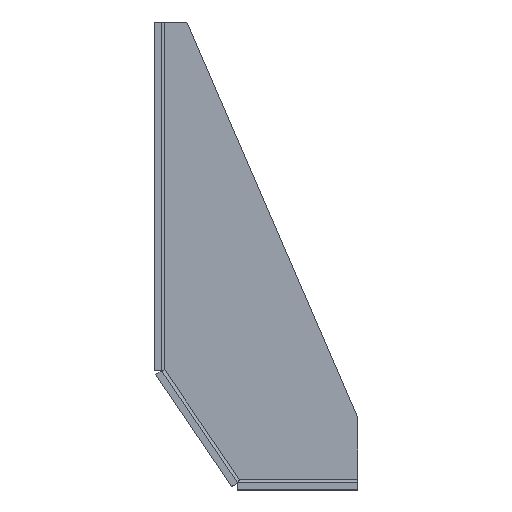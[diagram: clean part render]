
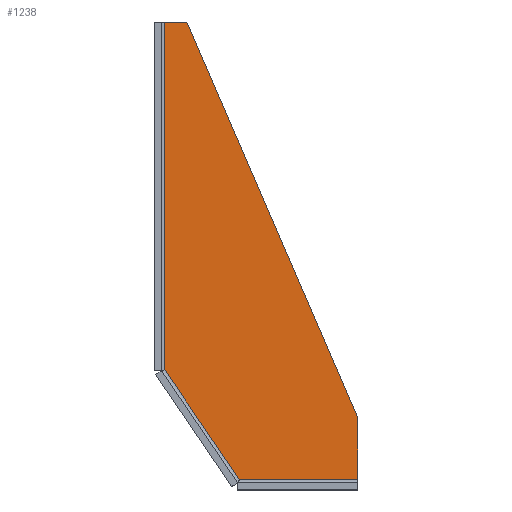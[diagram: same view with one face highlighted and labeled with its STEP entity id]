
A CAD part, top view. The second image highlights one B-rep face of the part: STEP entity #1238.
In plain terms, the highlighted planar face has unit normal (0, 0, 1).
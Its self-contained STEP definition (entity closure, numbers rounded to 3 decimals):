
#44 = DIRECTION ( 'NONE',  ( -0.397, 0.918, 0. ) ) ;
#48 = CARTESIAN_POINT ( 'NONE',  ( 0., 0., 3. ) ) ;
#49 = CARTESIAN_POINT ( 'NONE',  ( -73., 200., 3. ) ) ;
#50 = DIRECTION ( 'NONE',  ( 0., 1., 0. ) ) ;
#58 = CARTESIAN_POINT ( 'NONE',  ( -73., 200., 3. ) ) ;
#59 = DIRECTION ( 'NONE',  ( -1., 0., 0. ) ) ;
#156 = CARTESIAN_POINT ( 'NONE',  ( -82.5, 53.591, 3. ) ) ;
#157 = DIRECTION ( 'NONE',  ( 0., -1., 0. ) ) ;
#158 = CARTESIAN_POINT ( 'NONE',  ( -50.177, 3.852, 3. ) ) ;
#159 = DIRECTION ( 'NONE',  ( 0.562, -0.827, 0. ) ) ;
#160 = CARTESIAN_POINT ( 'NONE',  ( 0., 4.5, 3. ) ) ;
#161 = DIRECTION ( 'NONE',  ( 1., 0., 0. ) ) ;
#1238 = ADVANCED_FACE ( 'NONE', ( #3434 ), #1652, .T. ) ;
#1542 = AXIS2_PLACEMENT_3D ( 'NONE', #1649, #1651, #1647 ) ;
#1647 = DIRECTION ( 'NONE',  ( 1., 0., 0. ) ) ;
#1649 = CARTESIAN_POINT ( 'NONE',  ( 0., 200., 3. ) ) ;
#1651 = DIRECTION ( 'NONE',  ( 0., 0., 1. ) ) ;
#1652 = PLANE ( 'NONE',  #1542 ) ;
#2036 = ORIENTED_EDGE ( 'NONE', *, *, #3585, .T. ) ;
#2037 = ORIENTED_EDGE ( 'NONE', *, *, #3621, .T. ) ;
#2038 = ORIENTED_EDGE ( 'NONE', *, *, #3622, .T. ) ;
#2039 = ORIENTED_EDGE ( 'NONE', *, *, #3623, .T. ) ;
#2040 = ORIENTED_EDGE ( 'NONE', *, *, #3577, .T. ) ;
#2041 = ORIENTED_EDGE ( 'NONE', *, *, #3579, .T. ) ;
#2165 = VERTEX_POINT ( 'NONE', #3713 ) ;
#2183 = VERTEX_POINT ( 'NONE', #3731 ) ;
#2184 = VERTEX_POINT ( 'NONE', #3732 ) ;
#2396 = EDGE_LOOP ( 'NONE', ( #2036, #2037, #2038, #2039, #2040, #2041 ) ) ;
#2508 = VERTEX_POINT ( 'NONE', #3743 ) ;
#2509 = VERTEX_POINT ( 'NONE', #3744 ) ;
#2778 = LINE ( 'NONE', #48, #2781 ) ;
#2781 = VECTOR ( 'NONE', #50, 1000. ) ;
#2782 = LINE ( 'NONE', #49, #2784 ) ;
#2784 = VECTOR ( 'NONE', #44, 1000. ) ;
#2792 = LINE ( 'NONE', #58, #2794 ) ;
#2794 = VECTOR ( 'NONE', #59, 1000. ) ;
#2846 = LINE ( 'NONE', #156, #2849 ) ;
#2848 = LINE ( 'NONE', #158, #2851 ) ;
#2849 = VECTOR ( 'NONE', #157, 1000. ) ;
#2850 = LINE ( 'NONE', #160, #2853 ) ;
#2851 = VECTOR ( 'NONE', #159, 1000. ) ;
#2853 = VECTOR ( 'NONE', #161, 1000. ) ;
#2970 = VERTEX_POINT ( 'NONE', #3814 ) ;
#3434 = FACE_OUTER_BOUND ( 'NONE', #2396, .T. ) ;
#3577 = EDGE_CURVE ( 'NONE', #2184, #2183, #2778, .T. ) ;
#3579 = EDGE_CURVE ( 'NONE', #2183, #2165, #2782, .T. ) ;
#3585 = EDGE_CURVE ( 'NONE', #2165, #2970, #2792, .T. ) ;
#3621 = EDGE_CURVE ( 'NONE', #2970, #2508, #2846, .T. ) ;
#3622 = EDGE_CURVE ( 'NONE', #2508, #2509, #2848, .T. ) ;
#3623 = EDGE_CURVE ( 'NONE', #2509, #2184, #2850, .T. ) ;
#3713 = CARTESIAN_POINT ( 'NONE',  ( -73., 200., 3. ) ) ;
#3731 = CARTESIAN_POINT ( 'NONE',  ( 0., 31., 3. ) ) ;
#3732 = CARTESIAN_POINT ( 'NONE',  ( 0., 4.5, 3. ) ) ;
#3743 = CARTESIAN_POINT ( 'NONE',  ( -82.5, 51.385, 3. ) ) ;
#3744 = CARTESIAN_POINT ( 'NONE',  ( -50.618, 4.5, 3. ) ) ;
#3814 = CARTESIAN_POINT ( 'NONE',  ( -82.5, 200., 3. ) ) ;
